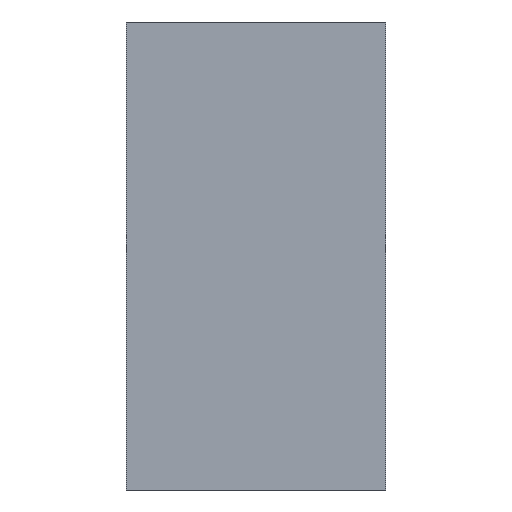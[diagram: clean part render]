
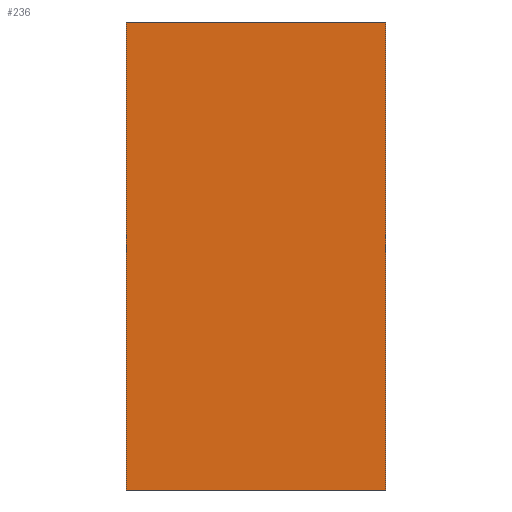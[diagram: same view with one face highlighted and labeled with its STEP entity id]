
A CAD part, left-side view. The second image highlights one B-rep face of the part: STEP entity #236.
In plain terms, the highlighted planar face has unit normal (-1, 0, 0).
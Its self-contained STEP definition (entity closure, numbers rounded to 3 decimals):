
#74=CARTESIAN_POINT('',(0.,-446.,80.));
#75=VERTEX_POINT('',#74);
#90=CARTESIAN_POINT('',(0.,-410.,80.));
#91=VERTEX_POINT('',#90);
#98=CARTESIAN_POINT('',(0.,-410.,80.));
#99=DIRECTION('',(0.,-1.,0.));
#100=VECTOR('',#99,36.);
#101=LINE('',#98,#100);
#102=EDGE_CURVE('',#91,#75,#101,.T.);
#121=CARTESIAN_POINT('',(0.,-410.,15.));
#122=VERTEX_POINT('',#121);
#129=CARTESIAN_POINT('',(0.,-410.,80.));
#130=DIRECTION('',(0.,0.,-1.));
#131=VECTOR('',#130,65.);
#132=LINE('',#129,#131);
#133=EDGE_CURVE('',#91,#122,#132,.T.);
#167=CARTESIAN_POINT('',(0.,-446.,15.));
#168=VERTEX_POINT('',#167);
#169=CARTESIAN_POINT('',(0.,-446.,15.));
#170=DIRECTION('',(0.,0.,1.));
#171=VECTOR('',#170,65.);
#172=LINE('',#169,#171);
#173=EDGE_CURVE('',#168,#75,#172,.T.);
#213=CARTESIAN_POINT('',(0.,-410.,15.));
#214=DIRECTION('',(0.,-1.,0.));
#215=VECTOR('',#214,36.);
#216=LINE('',#213,#215);
#217=EDGE_CURVE('',#122,#168,#216,.T.);
#225=CARTESIAN_POINT('',(0.,-340.,10.));
#226=DIRECTION('',(-1.,0.,0.));
#227=DIRECTION('',(0.,-1.,0.));
#228=AXIS2_PLACEMENT_3D('',#225,#226,#227);
#229=PLANE('',#228);
#230=ORIENTED_EDGE('',*,*,#102,.F.);
#231=ORIENTED_EDGE('',*,*,#133,.T.);
#232=ORIENTED_EDGE('',*,*,#217,.T.);
#233=ORIENTED_EDGE('',*,*,#173,.T.);
#234=EDGE_LOOP('',(#230,#231,#232,#233));
#235=FACE_BOUND('',#234,.T.);
#236=ADVANCED_FACE('',(#235),#229,.T.);
